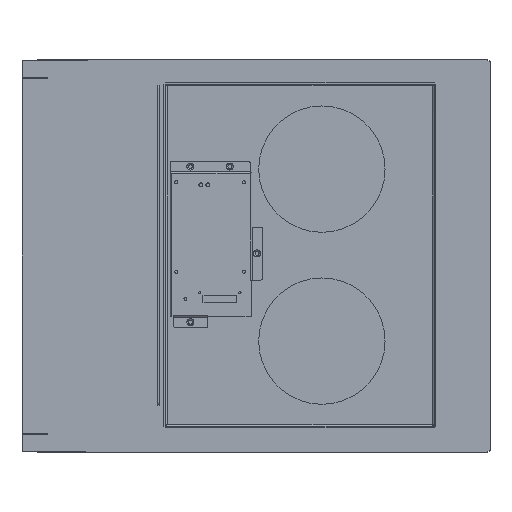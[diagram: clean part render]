
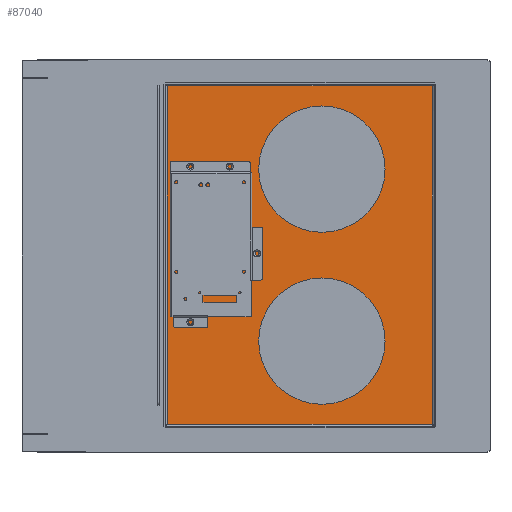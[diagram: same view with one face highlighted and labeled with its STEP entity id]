
A CAD part, left-side view. The second image highlights one B-rep face of the part: STEP entity #87040.
In plain terms, the highlighted planar face has unit normal (-1, 0, 0).
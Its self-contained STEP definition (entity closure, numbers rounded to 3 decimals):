
#29268=DIRECTION('',(0.,0.,-1.));
#29269=VECTOR('',#29268,386.);
#29270=CARTESIAN_POINT('',(-4.,366.088,-26.5));
#29271=LINE('',#29270,#29269);
#29292=CARTESIAN_POINT('',(-4.,190.088,-121.5));
#29293=DIRECTION('',(-1.,0.,0.));
#29294=DIRECTION('',(0.,-1.,0.));
#29295=AXIS2_PLACEMENT_3D('',#29292,#29293,#29294);
#29297=CARTESIAN_POINT('',(-4.,190.088,-121.5));
#29298=DIRECTION('',(-1.,0.,0.));
#29299=DIRECTION('',(0.,1.,0.));
#29300=AXIS2_PLACEMENT_3D('',#29297,#29298,#29299);
#29302=CARTESIAN_POINT('',(-4.,190.088,-317.5));
#29303=DIRECTION('',(-1.,0.,0.));
#29304=DIRECTION('',(0.,-1.,0.));
#29305=AXIS2_PLACEMENT_3D('',#29302,#29303,#29304);
#29307=CARTESIAN_POINT('',(-4.,190.088,-317.5));
#29308=DIRECTION('',(-1.,0.,0.));
#29309=DIRECTION('',(0.,1.,0.));
#29310=AXIS2_PLACEMENT_3D('',#29307,#29308,#29309);
#29312=DIRECTION('',(0.,1.,0.));
#29313=VECTOR('',#29312,302.);
#29314=CARTESIAN_POINT('',(-4.,64.088,-26.5));
#29315=LINE('',#29314,#29313);
#29420=DIRECTION('',(0.,0.,1.));
#29421=VECTOR('',#29420,386.);
#29422=CARTESIAN_POINT('',(-4.,64.088,-412.5));
#29423=LINE('',#29422,#29421);
#29512=DIRECTION('',(0.,-1.,0.));
#29513=VECTOR('',#29512,302.);
#29514=CARTESIAN_POINT('',(-4.,366.088,-412.5));
#29515=LINE('',#29514,#29513);
#40095=CARTESIAN_POINT('',(-4.,366.088,-26.5));
#40096=CARTESIAN_POINT('',(-4.,366.088,-412.5));
#40097=VERTEX_POINT('',#40095);
#40098=VERTEX_POINT('',#40096);
#40099=CARTESIAN_POINT('',(-4.,64.088,-26.5));
#40100=VERTEX_POINT('',#40099);
#40101=CARTESIAN_POINT('',(-4.,64.088,-412.5));
#40102=VERTEX_POINT('',#40101);
#40103=CARTESIAN_POINT('',(-4.,118.088,-121.5));
#40104=CARTESIAN_POINT('',(-4.,262.088,-121.5));
#40105=VERTEX_POINT('',#40103);
#40106=VERTEX_POINT('',#40104);
#40107=CARTESIAN_POINT('',(-4.,118.088,-317.5));
#40108=CARTESIAN_POINT('',(-4.,262.088,-317.5));
#40109=VERTEX_POINT('',#40107);
#40110=VERTEX_POINT('',#40108);
#87014=CARTESIAN_POINT('',(-4.,0.088,-416.5));
#87015=DIRECTION('',(1.,0.,0.));
#87016=DIRECTION('',(0.,0.,1.));
#87017=AXIS2_PLACEMENT_3D('',#87014,#87015,#87016);
#87018=PLANE('',#87017);
#87019=ORIENTED_EDGE('',*,*,#87004,.F.);
#87021=ORIENTED_EDGE('',*,*,#87020,.F.);
#87023=ORIENTED_EDGE('',*,*,#87022,.F.);
#87025=ORIENTED_EDGE('',*,*,#87024,.F.);
#87026=EDGE_LOOP('',(#87019,#87021,#87023,#87025));
#87027=FACE_OUTER_BOUND('',#87026,.F.);
#87029=ORIENTED_EDGE('',*,*,#87028,.T.);
#87031=ORIENTED_EDGE('',*,*,#87030,.T.);
#87032=EDGE_LOOP('',(#87029,#87031));
#87033=FACE_BOUND('',#87032,.F.);
#87035=ORIENTED_EDGE('',*,*,#87034,.T.);
#87037=ORIENTED_EDGE('',*,*,#87036,.T.);
#87038=EDGE_LOOP('',(#87035,#87037));
#87039=FACE_BOUND('',#87038,.F.);
#87040=ADVANCED_FACE('',(#87027,#87033,#87039),#87018,.F.);
#29296=CIRCLE('',#29295,72.);
#29301=CIRCLE('',#29300,72.);
#29306=CIRCLE('',#29305,72.);
#29311=CIRCLE('',#29310,72.);
#87004=EDGE_CURVE('',#40097,#40098,#29271,.T.);
#87020=EDGE_CURVE('',#40100,#40097,#29315,.T.);
#87022=EDGE_CURVE('',#40102,#40100,#29423,.T.);
#87024=EDGE_CURVE('',#40098,#40102,#29515,.T.);
#87028=EDGE_CURVE('',#40105,#40106,#29296,.T.);
#87030=EDGE_CURVE('',#40106,#40105,#29301,.T.);
#87034=EDGE_CURVE('',#40109,#40110,#29306,.T.);
#87036=EDGE_CURVE('',#40110,#40109,#29311,.T.);
